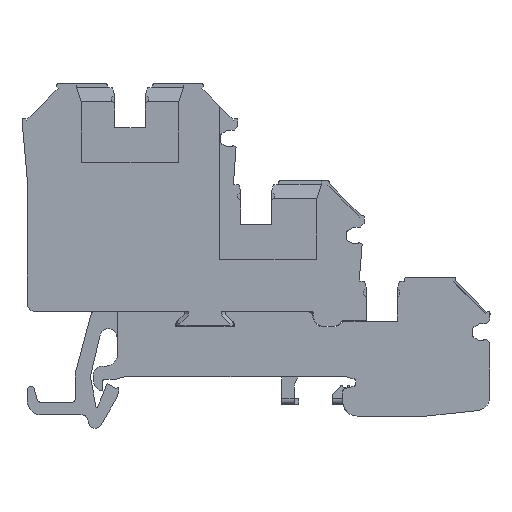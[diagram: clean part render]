
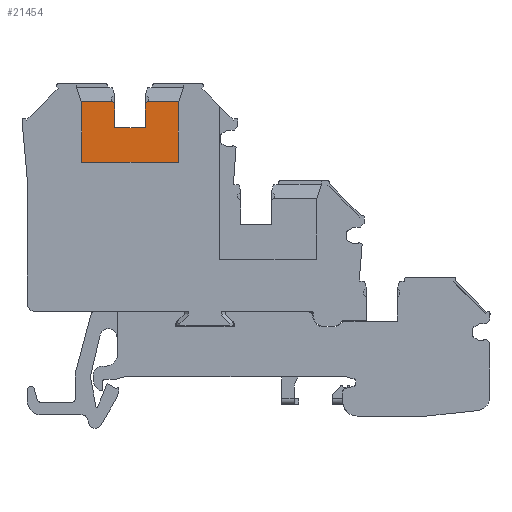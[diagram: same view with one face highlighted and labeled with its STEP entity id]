
A CAD part, left-side view. The second image highlights one B-rep face of the part: STEP entity #21454.
In plain terms, the highlighted planar face has unit normal (-1, 0, 0).
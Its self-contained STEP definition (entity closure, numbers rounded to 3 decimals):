
#20814=AXIS2_PLACEMENT_3D('Plane Axis2P3D',#20811,#20812,#20813) ;
#14567=CARTESIAN_POINT('Vertex',(0.5,48.35,45.65)) ;
#14570=CARTESIAN_POINT('Line Origine',(0.5,48.275,45.65)) ;
#14574=CARTESIAN_POINT('Vertex',(0.5,48.2,45.65)) ;
#14604=CARTESIAN_POINT('Line Origine',(0.5,48.35,43.9)) ;
#14608=CARTESIAN_POINT('Vertex',(0.5,48.35,42.15)) ;
#14684=CARTESIAN_POINT('Vertex',(0.5,52.65,42.15)) ;
#14696=CARTESIAN_POINT('Vertex',(0.5,52.65,45.65)) ;
#14699=CARTESIAN_POINT('Line Origine',(0.5,52.65,43.9)) ;
#14732=CARTESIAN_POINT('Vertex',(0.5,52.8,45.65)) ;
#14735=CARTESIAN_POINT('Line Origine',(0.5,52.725,45.65)) ;
#16528=CARTESIAN_POINT('Vertex',(0.5,43.655,45.785)) ;
#16531=CARTESIAN_POINT('Line Origine',(0.5,43.677,45.715)) ;
#16535=CARTESIAN_POINT('Vertex',(0.5,43.7,45.646)) ;
#16557=CARTESIAN_POINT('Line Origine',(0.5,43.7,41.473)) ;
#16561=CARTESIAN_POINT('Vertex',(0.5,43.7,37.3)) ;
#16582=CARTESIAN_POINT('Line Origine',(0.5,50.5,37.3)) ;
#16586=CARTESIAN_POINT('Vertex',(0.5,57.3,37.3)) ;
#16607=CARTESIAN_POINT('Line Origine',(0.5,57.3,41.473)) ;
#16611=CARTESIAN_POINT('Vertex',(0.5,57.3,45.646)) ;
#16638=CARTESIAN_POINT('Vertex',(0.5,57.345,45.785)) ;
#16646=CARTESIAN_POINT('Line Origine',(0.5,57.323,45.715)) ;
#20811=CARTESIAN_POINT('Axis2P3D Location',(0.5,50.5,47.8)) ;
#21340=CARTESIAN_POINT('Vertex',(0.5,48.065,45.785)) ;
#21343=CARTESIAN_POINT('Line Origine',(0.5,45.86,45.785)) ;
#21408=CARTESIAN_POINT('Line Origine',(0.5,49.425,42.15)) ;
#21412=CARTESIAN_POINT('Vertex',(0.5,50.5,42.15)) ;
#21415=CARTESIAN_POINT('Line Origine',(0.5,51.575,42.15)) ;
#21420=CARTESIAN_POINT('Line Origine',(0.5,52.867,45.717)) ;
#21424=CARTESIAN_POINT('Vertex',(0.5,52.935,45.785)) ;
#21427=CARTESIAN_POINT('Line Origine',(0.5,55.14,45.785)) ;
#21432=CARTESIAN_POINT('Line Origine',(0.5,48.133,45.717)) ;
#14571=DIRECTION('Vector Direction',(0.,1.,0.)) ;
#14605=DIRECTION('Vector Direction',(0.,0.,1.)) ;
#14700=DIRECTION('Vector Direction',(0.,0.,1.)) ;
#14736=DIRECTION('Vector Direction',(0.,1.,0.)) ;
#16532=DIRECTION('Vector Direction',(0.,0.309,-0.951)) ;
#16558=DIRECTION('Vector Direction',(0.,0.,1.)) ;
#16583=DIRECTION('Vector Direction',(0.,1.,0.)) ;
#16608=DIRECTION('Vector Direction',(0.,0.,1.)) ;
#16647=DIRECTION('Vector Direction',(0.,-0.309,-0.951)) ;
#20812=DIRECTION('Axis2P3D Direction',(1.,0.,0.)) ;
#20813=DIRECTION('Axis2P3D XDirection',(0.,0.,-1.)) ;
#21344=DIRECTION('Vector Direction',(0.,1.,0.)) ;
#21409=DIRECTION('Vector Direction',(0.,1.,0.)) ;
#21416=DIRECTION('Vector Direction',(0.,1.,0.)) ;
#21421=DIRECTION('Vector Direction',(0.,-0.707,-0.707)) ;
#21428=DIRECTION('Vector Direction',(0.,1.,0.)) ;
#21433=DIRECTION('Vector Direction',(0.,0.707,-0.707)) ;
#14572=VECTOR('Line Direction',#14571,1.) ;
#14606=VECTOR('Line Direction',#14605,1.) ;
#14701=VECTOR('Line Direction',#14700,1.) ;
#14737=VECTOR('Line Direction',#14736,1.) ;
#16533=VECTOR('Line Direction',#16532,1.) ;
#16559=VECTOR('Line Direction',#16558,1.) ;
#16584=VECTOR('Line Direction',#16583,1.) ;
#16609=VECTOR('Line Direction',#16608,1.) ;
#16648=VECTOR('Line Direction',#16647,1.) ;
#21345=VECTOR('Line Direction',#21344,1.) ;
#21410=VECTOR('Line Direction',#21409,1.) ;
#21417=VECTOR('Line Direction',#21416,1.) ;
#21422=VECTOR('Line Direction',#21421,1.) ;
#21429=VECTOR('Line Direction',#21428,1.) ;
#21434=VECTOR('Line Direction',#21433,1.) ;
#21438=ORIENTED_EDGE('',*,*,#14610,.F.) ;
#21439=ORIENTED_EDGE('',*,*,#21414,.T.) ;
#21440=ORIENTED_EDGE('',*,*,#21419,.T.) ;
#21441=ORIENTED_EDGE('',*,*,#14703,.T.) ;
#21442=ORIENTED_EDGE('',*,*,#14739,.T.) ;
#21443=ORIENTED_EDGE('',*,*,#21426,.F.) ;
#21444=ORIENTED_EDGE('',*,*,#21431,.T.) ;
#21445=ORIENTED_EDGE('',*,*,#16650,.T.) ;
#21446=ORIENTED_EDGE('',*,*,#16613,.T.) ;
#21447=ORIENTED_EDGE('',*,*,#16588,.T.) ;
#21448=ORIENTED_EDGE('',*,*,#16563,.T.) ;
#21449=ORIENTED_EDGE('',*,*,#16537,.T.) ;
#21450=ORIENTED_EDGE('',*,*,#21347,.T.) ;
#21451=ORIENTED_EDGE('',*,*,#21436,.T.) ;
#21452=ORIENTED_EDGE('',*,*,#14576,.T.) ;
#21454=ADVANCED_FACE('KLTR DLA2.5.1\\K\X2\00F6\X0\rper.10 ( *SOL397 - wsp *MASTER -  -Non Smart-  )',(#21453),#20815,.F.) ;
#14576=EDGE_CURVE('',#14575,#14568,#14573,.T.) ;
#14610=EDGE_CURVE('',#14609,#14568,#14607,.T.) ;
#14703=EDGE_CURVE('',#14685,#14697,#14702,.T.) ;
#14739=EDGE_CURVE('',#14697,#14733,#14738,.T.) ;
#16537=EDGE_CURVE('',#16536,#16529,#16534,.F.) ;
#16563=EDGE_CURVE('',#16562,#16536,#16560,.T.) ;
#16588=EDGE_CURVE('',#16587,#16562,#16585,.F.) ;
#16613=EDGE_CURVE('',#16612,#16587,#16610,.F.) ;
#16650=EDGE_CURVE('',#16639,#16612,#16649,.T.) ;
#21347=EDGE_CURVE('',#16529,#21341,#21346,.T.) ;
#21414=EDGE_CURVE('',#14609,#21413,#21411,.T.) ;
#21419=EDGE_CURVE('',#21413,#14685,#21418,.T.) ;
#21426=EDGE_CURVE('',#21425,#14733,#21423,.T.) ;
#21431=EDGE_CURVE('',#21425,#16639,#21430,.T.) ;
#21436=EDGE_CURVE('',#21341,#14575,#21435,.T.) ;
#21437=EDGE_LOOP('',(#21438,#21439,#21440,#21441,#21442,#21443,#21444,#21445,#21446,#21447,#21448,#21449,#21450,#21451,#21452)) ;
#21453=FACE_OUTER_BOUND('',#21437,.T.) ;
#14573=LINE('Line',#14570,#14572) ;
#14607=LINE('Line',#14604,#14606) ;
#14702=LINE('Line',#14699,#14701) ;
#14738=LINE('Line',#14735,#14737) ;
#16534=LINE('Line',#16531,#16533) ;
#16560=LINE('Line',#16557,#16559) ;
#16585=LINE('Line',#16582,#16584) ;
#16610=LINE('Line',#16607,#16609) ;
#16649=LINE('Line',#16646,#16648) ;
#21346=LINE('Line',#21343,#21345) ;
#21411=LINE('Line',#21408,#21410) ;
#21418=LINE('Line',#21415,#21417) ;
#21423=LINE('Line',#21420,#21422) ;
#21430=LINE('Line',#21427,#21429) ;
#21435=LINE('Line',#21432,#21434) ;
#20815=PLANE('',#20814) ;
#14568=VERTEX_POINT('',#14567) ;
#14575=VERTEX_POINT('',#14574) ;
#14609=VERTEX_POINT('',#14608) ;
#14685=VERTEX_POINT('',#14684) ;
#14697=VERTEX_POINT('',#14696) ;
#14733=VERTEX_POINT('',#14732) ;
#16529=VERTEX_POINT('',#16528) ;
#16536=VERTEX_POINT('',#16535) ;
#16562=VERTEX_POINT('',#16561) ;
#16587=VERTEX_POINT('',#16586) ;
#16612=VERTEX_POINT('',#16611) ;
#16639=VERTEX_POINT('',#16638) ;
#21341=VERTEX_POINT('',#21340) ;
#21413=VERTEX_POINT('',#21412) ;
#21425=VERTEX_POINT('',#21424) ;
